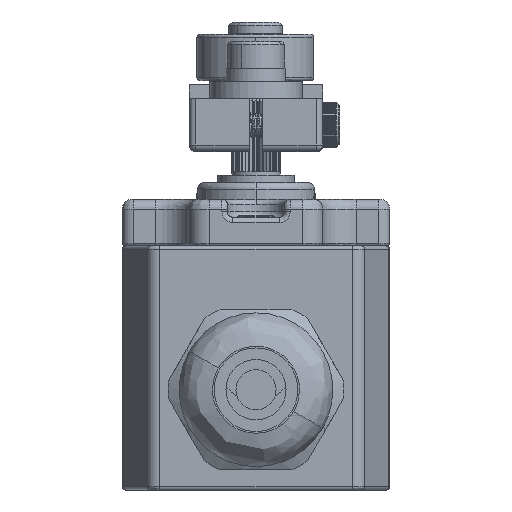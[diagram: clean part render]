
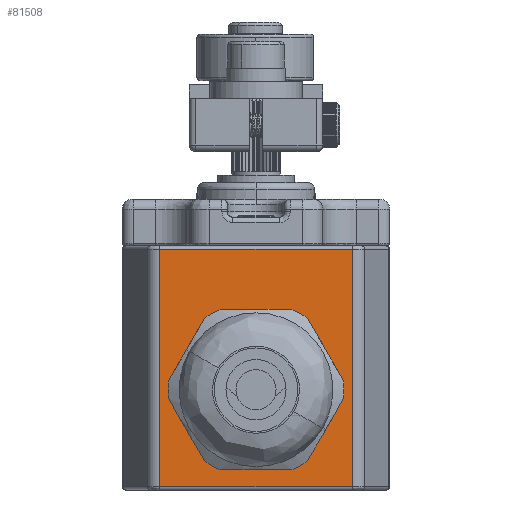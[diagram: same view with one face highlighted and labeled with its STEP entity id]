
A CAD part, front view. The second image highlights one B-rep face of the part: STEP entity #81508.
In plain terms, the highlighted planar face has unit normal (0, -1, 0).
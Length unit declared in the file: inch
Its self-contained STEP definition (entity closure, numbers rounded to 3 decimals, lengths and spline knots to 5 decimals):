
#959 = EDGE_LOOP ( 'NONE', ( #13303, #99911, #106341, #96276 ) ) ;
#2294 = DIRECTION ( 'NONE',  ( 1., 0., 0. ) ) ;
#4070 = ORIENTED_EDGE ( 'NONE', *, *, #67097, .F. ) ;
#7279 = DIRECTION ( 'NONE',  ( 0., 0., -1. ) ) ;
#9009 = ORIENTED_EDGE ( 'NONE', *, *, #20627, .F. ) ;
#13303 = ORIENTED_EDGE ( 'NONE', *, *, #91081, .F. ) ;
#15082 = VERTEX_POINT ( 'NONE', #124168 ) ;
#16533 = DIRECTION ( 'NONE',  ( 0., 1., 0. ) ) ;
#20627 = EDGE_CURVE ( 'NONE', #86280, #97890, #82645, .T. ) ;
#22335 = CARTESIAN_POINT ( 'NONE',  ( -0.7874, -3.14961, 0.01969 ) ) ;
#22586 = DIRECTION ( 'NONE',  ( 0., 0., 1. ) ) ;
#24247 = VECTOR ( 'NONE', #120582, 39.37008 ) ;
#26885 = FACE_BOUND ( 'NONE', #108446, .T. ) ;
#34087 = VECTOR ( 'NONE', #2294, 39.37008 ) ;
#35149 = AXIS2_PLACEMENT_3D ( 'NONE', #91403, #120542, #42323 ) ;
#42323 = DIRECTION ( 'NONE',  ( 1., 0., 0. ) ) ;
#44636 = CARTESIAN_POINT ( 'NONE',  ( -0.56697, -3.14961, 0.01969 ) ) ;
#49996 = CARTESIAN_POINT ( 'NONE',  ( -0.56697, -3.14961, 1.43701 ) ) ;
#51503 = LINE ( 'NONE', #90866, #34087 ) ;
#60143 = CARTESIAN_POINT ( 'NONE',  ( 0.56697, -3.14961, 0.01969 ) ) ;
#61210 = VECTOR ( 'NONE', #89376, 39.37008 ) ;
#67097 = EDGE_CURVE ( 'NONE', #97890, #86280, #98981, .T. ) ;
#70070 = DIRECTION ( 'NONE',  ( 1., 0., 0. ) ) ;
#72688 = LINE ( 'NONE', #22335, #24247 ) ;
#73404 = CARTESIAN_POINT ( 'NONE',  ( 0., -3.14961, 0.15748 ) ) ;
#74422 = AXIS2_PLACEMENT_3D ( 'NONE', #122121, #16533, #22586 ) ;
#74486 = VECTOR ( 'NONE', #7279, 39.37008 ) ;
#77337 = CARTESIAN_POINT ( 'NONE',  ( 0., -3.14961, 1.02362 ) ) ;
#81029 = DIRECTION ( 'NONE',  ( 0., -1., 0. ) ) ;
#81508 = ADVANCED_FACE ( 'NONE', ( #105087, #26885 ), #82654, .F. ) ;
#82645 = CIRCLE ( 'NONE', #35149, 0.43307 ) ;
#82654 = PLANE ( 'NONE',  #74422 ) ;
#86154 = CARTESIAN_POINT ( 'NONE',  ( 0.56697, -3.14961, 1.43701 ) ) ;
#86280 = VERTEX_POINT ( 'NONE', #73404 ) ;
#89376 = DIRECTION ( 'NONE',  ( 0., 0., 1. ) ) ;
#90866 = CARTESIAN_POINT ( 'NONE',  ( -0.7874, -3.14961, 1.41732 ) ) ;
#91081 = EDGE_CURVE ( 'NONE', #96417, #124956, #72688, .T. ) ;
#91403 = CARTESIAN_POINT ( 'NONE',  ( 0., -3.14961, 0.59055 ) ) ;
#94818 = AXIS2_PLACEMENT_3D ( 'NONE', #119235, #81029, #70070 ) ;
#95854 = LINE ( 'NONE', #86154, #74486 ) ;
#96062 = CARTESIAN_POINT ( 'NONE',  ( -0.56697, -3.14961, 1.41732 ) ) ;
#96276 = ORIENTED_EDGE ( 'NONE', *, *, #125366, .F. ) ;
#96417 = VERTEX_POINT ( 'NONE', #60143 ) ;
#97890 = VERTEX_POINT ( 'NONE', #77337 ) ;
#98981 = CIRCLE ( 'NONE', #94818, 0.43307 ) ;
#99732 = LINE ( 'NONE', #49996, #61210 ) ;
#99911 = ORIENTED_EDGE ( 'NONE', *, *, #101862, .F. ) ;
#101862 = EDGE_CURVE ( 'NONE', #15082, #96417, #95854, .T. ) ;
#104072 = VERTEX_POINT ( 'NONE', #96062 ) ;
#105087 = FACE_OUTER_BOUND ( 'NONE', #959, .T. ) ;
#106341 = ORIENTED_EDGE ( 'NONE', *, *, #106610, .F. ) ;
#106610 = EDGE_CURVE ( 'NONE', #104072, #15082, #51503, .T. ) ;
#108446 = EDGE_LOOP ( 'NONE', ( #9009, #4070 ) ) ;
#119235 = CARTESIAN_POINT ( 'NONE',  ( 0., -3.14961, 0.59055 ) ) ;
#120542 = DIRECTION ( 'NONE',  ( 0., -1., 0. ) ) ;
#120582 = DIRECTION ( 'NONE',  ( -1., 0., 0. ) ) ;
#122121 = CARTESIAN_POINT ( 'NONE',  ( -0.7874, -3.14961, 1.43701 ) ) ;
#124168 = CARTESIAN_POINT ( 'NONE',  ( 0.56697, -3.14961, 1.41732 ) ) ;
#124956 = VERTEX_POINT ( 'NONE', #44636 ) ;
#125366 = EDGE_CURVE ( 'NONE', #124956, #104072, #99732, .T. ) ;
